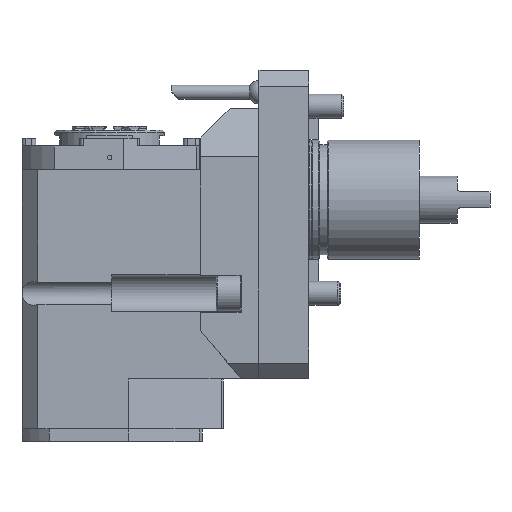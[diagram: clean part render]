
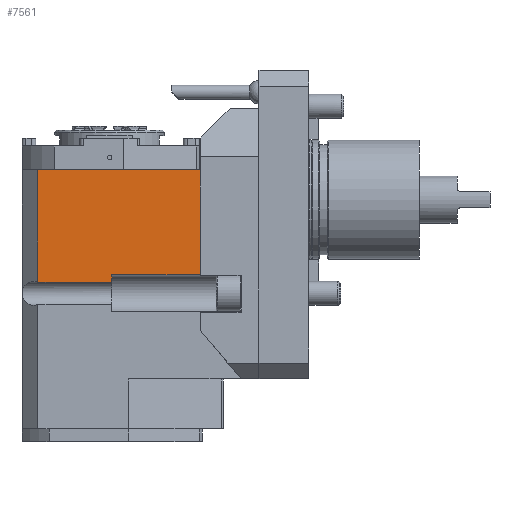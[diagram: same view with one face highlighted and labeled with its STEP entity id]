
A CAD part, left-side view. The second image highlights one B-rep face of the part: STEP entity #7561.
In plain terms, the highlighted planar face has unit normal (-1, 0, 0).
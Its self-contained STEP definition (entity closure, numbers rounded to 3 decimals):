
#178 = EDGE_CURVE ( 'NONE', #14265, #12444, #1047, .T. ) ;
#347 = AXIS2_PLACEMENT_3D ( 'NONE', #6919, #15112, #9286 ) ;
#365 = VECTOR ( 'NONE', #19349, 1000. ) ;
#653 = LINE ( 'NONE', #8818, #14953 ) ;
#1035 = ORIENTED_EDGE ( 'NONE', *, *, #13455, .F. ) ;
#1047 = LINE ( 'NONE', #11119, #7070 ) ;
#1716 = ORIENTED_EDGE ( 'NONE', *, *, #24542, .T. ) ;
#1960 = VECTOR ( 'NONE', #26308, 1000. ) ;
#2247 = VERTEX_POINT ( 'NONE', #20903 ) ;
#2463 = CARTESIAN_POINT ( 'NONE',  ( -44., 136., 15. ) ) ;
#2736 = PLANE ( 'NONE',  #347 ) ;
#3411 = EDGE_CURVE ( 'NONE', #12054, #18592, #19481, .T. ) ;
#4192 = CARTESIAN_POINT ( 'NONE',  ( -44., 92.8, 15. ) ) ;
#4834 = EDGE_CURVE ( 'NONE', #2247, #20648, #23853, .T. ) ;
#5199 = ORIENTED_EDGE ( 'NONE', *, *, #6207, .T. ) ;
#5267 = VECTOR ( 'NONE', #9298, 1000. ) ;
#6207 = EDGE_CURVE ( 'NONE', #12444, #2247, #10130, .T. ) ;
#6880 = VECTOR ( 'NONE', #11195, 1000. ) ;
#6919 = CARTESIAN_POINT ( 'NONE',  ( -44., 54.5, -115. ) ) ;
#7070 = VECTOR ( 'NONE', #19631, 1000. ) ;
#7561 = ADVANCED_FACE ( 'Defeature completata1_12', ( #23735 ), #2736, .T. ) ;
#8818 = CARTESIAN_POINT ( 'NONE',  ( -44., 54.5, 15. ) ) ;
#8921 = CARTESIAN_POINT ( 'NONE',  ( -44., 94., -41.343 ) ) ;
#8989 = EDGE_CURVE ( 'NONE', #20759, #18592, #18334, .T. ) ;
#9024 = EDGE_CURVE ( 'NONE', #20169, #20759, #653, .T. ) ;
#9286 = DIRECTION ( 'NONE',  ( 0., 0., 1. ) ) ;
#9298 = DIRECTION ( 'NONE',  ( 0., 0., -1. ) ) ;
#10130 = LINE ( 'NONE', #18414, #26498 ) ;
#10143 = CARTESIAN_POINT ( 'NONE',  ( -44., 127.713, 15. ) ) ;
#10839 = CARTESIAN_POINT ( 'NONE',  ( -44., 136., -115. ) ) ;
#11119 = CARTESIAN_POINT ( 'NONE',  ( -44., 54.5, -37.775 ) ) ;
#11195 = DIRECTION ( 'NONE',  ( 0., 1., 0. ) ) ;
#12054 = VERTEX_POINT ( 'NONE', #19950 ) ;
#12444 = VERTEX_POINT ( 'NONE', #20582 ) ;
#13225 = CARTESIAN_POINT ( 'NONE',  ( -44., 99., -115. ) ) ;
#13455 = EDGE_CURVE ( 'NONE', #14265, #12054, #17817, .T. ) ;
#13482 = CARTESIAN_POINT ( 'NONE',  ( -44., 92.8, 15. ) ) ;
#14262 = DIRECTION ( 'NONE',  ( 0., 1., 0. ) ) ;
#14265 = VERTEX_POINT ( 'NONE', #15992 ) ;
#14298 = ORIENTED_EDGE ( 'NONE', *, *, #8989, .T. ) ;
#14953 = VECTOR ( 'NONE', #14262, 1000. ) ;
#15109 = CARTESIAN_POINT ( 'NONE',  ( -44., 54.5, 15. ) ) ;
#15112 = DIRECTION ( 'NONE',  ( -1., 0., 0. ) ) ;
#15992 = CARTESIAN_POINT ( 'NONE',  ( -44., 99., -37.775 ) ) ;
#16428 = LINE ( 'NONE', #4192, #1960 ) ;
#16912 = DIRECTION ( 'NONE',  ( 0., 0., 1. ) ) ;
#17817 = LINE ( 'NONE', #13225, #5267 ) ;
#17986 = ORIENTED_EDGE ( 'NONE', *, *, #3411, .F. ) ;
#18334 = LINE ( 'NONE', #10839, #20991 ) ;
#18414 = CARTESIAN_POINT ( 'NONE',  ( -44., 54.5, -115. ) ) ;
#18592 = VERTEX_POINT ( 'NONE', #22330 ) ;
#19100 = DIRECTION ( 'NONE',  ( 0., 0., -1. ) ) ;
#19349 = DIRECTION ( 'NONE',  ( 0., 1., 0. ) ) ;
#19481 = LINE ( 'NONE', #8921, #365 ) ;
#19584 = EDGE_LOOP ( 'NONE', ( #1035, #21506, #5199, #26167, #1716, #25409, #14298, #17986 ) ) ;
#19631 = DIRECTION ( 'NONE',  ( 0., -1., 0. ) ) ;
#19950 = CARTESIAN_POINT ( 'NONE',  ( -44., 99., -41.343 ) ) ;
#20169 = VERTEX_POINT ( 'NONE', #10143 ) ;
#20582 = CARTESIAN_POINT ( 'NONE',  ( -44., 54.5, -37.775 ) ) ;
#20648 = VERTEX_POINT ( 'NONE', #13482 ) ;
#20759 = VERTEX_POINT ( 'NONE', #2463 ) ;
#20903 = CARTESIAN_POINT ( 'NONE',  ( -44., 54.5, 15. ) ) ;
#20991 = VECTOR ( 'NONE', #19100, 1000. ) ;
#21506 = ORIENTED_EDGE ( 'NONE', *, *, #178, .T. ) ;
#22330 = CARTESIAN_POINT ( 'NONE',  ( -44., 136., -41.343 ) ) ;
#23735 = FACE_OUTER_BOUND ( 'NONE', #19584, .T. ) ;
#23853 = LINE ( 'NONE', #15109, #6880 ) ;
#24542 = EDGE_CURVE ( 'NONE', #20648, #20169, #16428, .T. ) ;
#25409 = ORIENTED_EDGE ( 'NONE', *, *, #9024, .T. ) ;
#26167 = ORIENTED_EDGE ( 'NONE', *, *, #4834, .T. ) ;
#26308 = DIRECTION ( 'NONE',  ( 0., 1., 0. ) ) ;
#26498 = VECTOR ( 'NONE', #16912, 1000. ) ;
